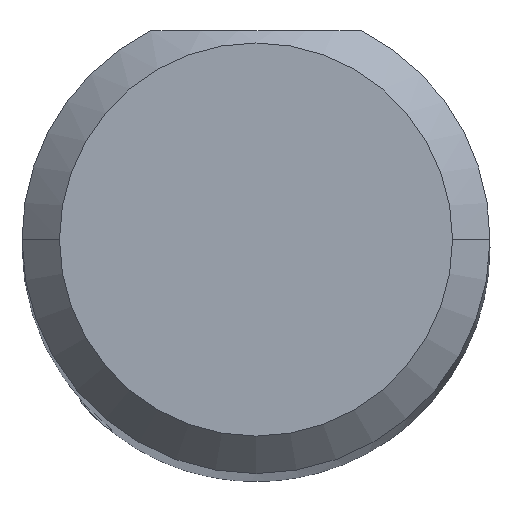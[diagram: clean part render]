
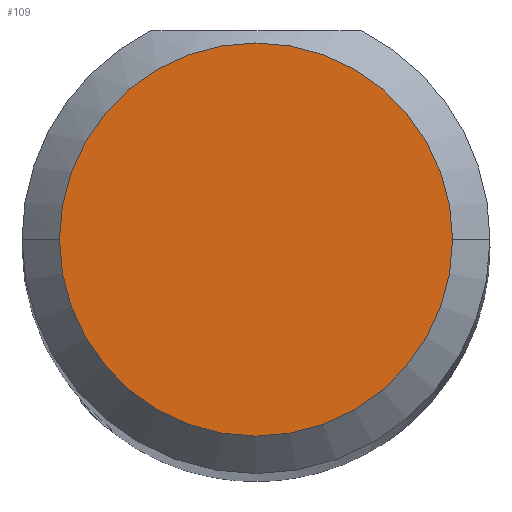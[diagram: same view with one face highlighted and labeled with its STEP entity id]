
A CAD part, top view. The second image highlights one B-rep face of the part: STEP entity #109.
In plain terms, the highlighted planar face has unit normal (0, 0, 1).
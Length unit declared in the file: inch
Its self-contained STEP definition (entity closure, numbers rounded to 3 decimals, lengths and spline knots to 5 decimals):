
#7 = DIRECTION ( 'NONE',  ( 0., 0., 1. ) ) ;
#14 = VERTEX_POINT ( 'NONE', #336 ) ;
#38 = CARTESIAN_POINT ( 'NONE',  ( 0., 0., 2. ) ) ;
#67 = FACE_OUTER_BOUND ( 'NONE', #526, .T. ) ;
#109 = ADVANCED_FACE ( 'NONE', ( #67 ), #359, .T. ) ;
#177 = ORIENTED_EDGE ( 'NONE', *, *, #405, .T. ) ;
#210 = CARTESIAN_POINT ( 'NONE',  ( 0., 0., 2. ) ) ;
#231 = AXIS2_PLACEMENT_3D ( 'NONE', #210, #494, #378 ) ;
#269 = DIRECTION ( 'NONE',  ( 1., 0., 0. ) ) ;
#292 = ORIENTED_EDGE ( 'NONE', *, *, #332, .T. ) ;
#304 = CARTESIAN_POINT ( 'NONE',  ( 0., 0., 2. ) ) ;
#329 = DIRECTION ( 'NONE',  ( 0., 0., 1. ) ) ;
#332 = EDGE_CURVE ( 'NONE', #14, #599, #517, .T. ) ;
#336 = CARTESIAN_POINT ( 'NONE',  ( 0.07875, 0., 2. ) ) ;
#359 = PLANE ( 'NONE',  #447 ) ;
#378 = DIRECTION ( 'NONE',  ( 1., 0., 0. ) ) ;
#405 = EDGE_CURVE ( 'NONE', #599, #14, #462, .T. ) ;
#440 = CARTESIAN_POINT ( 'NONE',  ( -0.07875, 0., 2. ) ) ;
#447 = AXIS2_PLACEMENT_3D ( 'NONE', #304, #7, #695 ) ;
#462 = CIRCLE ( 'NONE', #478, 0.07875 ) ;
#478 = AXIS2_PLACEMENT_3D ( 'NONE', #38, #329, #269 ) ;
#494 = DIRECTION ( 'NONE',  ( 0., 0., 1. ) ) ;
#517 = CIRCLE ( 'NONE', #231, 0.07875 ) ;
#526 = EDGE_LOOP ( 'NONE', ( #177, #292 ) ) ;
#599 = VERTEX_POINT ( 'NONE', #440 ) ;
#695 = DIRECTION ( 'NONE',  ( 1., 0., 0. ) ) ;
